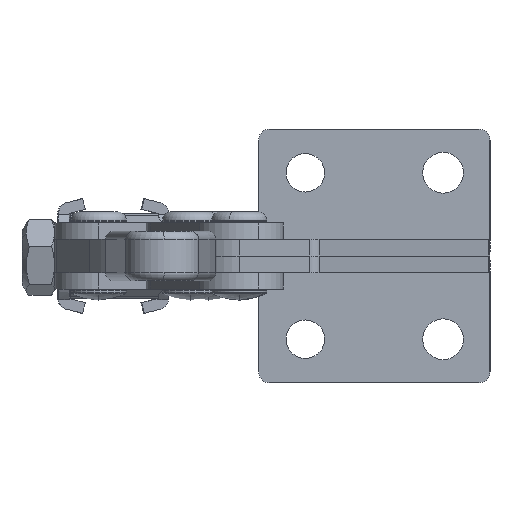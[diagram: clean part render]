
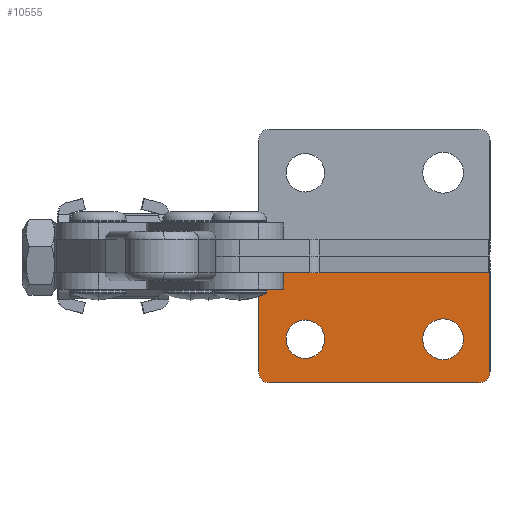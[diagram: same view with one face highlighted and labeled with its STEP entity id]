
A CAD part, left-side view. The second image highlights one B-rep face of the part: STEP entity #10555.
In plain terms, the highlighted planar face has unit normal (-1, 0, 0).
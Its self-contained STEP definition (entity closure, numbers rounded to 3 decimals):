
#991 = EDGE_CURVE ( 'NONE', #19358, #25705, #2377, .T. ) ;
#1059 = AXIS2_PLACEMENT_3D ( 'NONE', #1312, #18026, #3739 ) ;
#1312 = CARTESIAN_POINT ( 'NONE',  ( -3., 33.5, -12.1 ) ) ;
#1534 = CARTESIAN_POINT ( 'NONE',  ( -3., 0., -18. ) ) ;
#2265 = VERTEX_POINT ( 'NONE', #1534 ) ;
#2377 = CIRCLE ( 'NONE', #19558, 3.7 ) ;
#2960 = CARTESIAN_POINT ( 'NONE',  ( -3., 33.5, -8.6 ) ) ;
#3739 = DIRECTION ( 'NONE',  ( 0., 0., -1. ) ) ;
#4574 = CARTESIAN_POINT ( 'NONE',  ( -3., 40., -20. ) ) ;
#5358 = ORIENTED_EDGE ( 'NONE', *, *, #30244, .F. ) ;
#5434 = ORIENTED_EDGE ( 'NONE', *, *, #19499, .F. ) ;
#5591 = CARTESIAN_POINT ( 'NONE',  ( -3., 33.5, -12.1 ) ) ;
#5888 = CIRCLE ( 'NONE', #23252, 2. ) ;
#5917 = DIRECTION ( 'NONE',  ( 1., 0., 0. ) ) ;
#6224 = LINE ( 'NONE', #17542, #30747 ) ;
#6648 = VERTEX_POINT ( 'NONE', #2960 ) ;
#6847 = FACE_BOUND ( 'NONE', #26797, .T. ) ;
#7172 = CARTESIAN_POINT ( 'NONE',  ( -3., 8.5, -8.4 ) ) ;
#7650 = CIRCLE ( 'NONE', #10225, 2. ) ;
#7867 = EDGE_CURVE ( 'NONE', #2265, #22689, #5888, .T. ) ;
#7964 = DIRECTION ( 'NONE',  ( 1., 0., 0. ) ) ;
#7991 = DIRECTION ( 'NONE',  ( 0., 0., -1. ) ) ;
#8032 = VERTEX_POINT ( 'NONE', #25475 ) ;
#8042 = PLANE ( 'NONE',  #30809 ) ;
#8574 = CARTESIAN_POINT ( 'NONE',  ( -3., 2., 0. ) ) ;
#10225 = AXIS2_PLACEMENT_3D ( 'NONE', #22195, #7964, #24607 ) ;
#10404 = CARTESIAN_POINT ( 'NONE',  ( -3., 2., -18. ) ) ;
#10484 = CIRCLE ( 'NONE', #19761, 3.7 ) ;
#10555 = ADVANCED_FACE ( 'NONE', ( #6847, #25097, #12399 ), #8042, .F. ) ;
#11037 = VECTOR ( 'NONE', #23517, 1000. ) ;
#11701 = CARTESIAN_POINT ( 'NONE',  ( -3., 42., -18. ) ) ;
#12252 = VERTEX_POINT ( 'NONE', #17224 ) ;
#12399 = FACE_OUTER_BOUND ( 'NONE', #14778, .T. ) ;
#12434 = DIRECTION ( 'NONE',  ( 0., 0., -1. ) ) ;
#12768 = EDGE_LOOP ( 'NONE', ( #13458, #23447 ) ) ;
#13345 = CARTESIAN_POINT ( 'NONE',  ( -3., 42., 0. ) ) ;
#13458 = ORIENTED_EDGE ( 'NONE', *, *, #24126, .T. ) ;
#13841 = CARTESIAN_POINT ( 'NONE',  ( -3., 8.5, -12.1 ) ) ;
#14577 = EDGE_CURVE ( 'NONE', #22689, #16933, #16677, .T. ) ;
#14778 = EDGE_LOOP ( 'NONE', ( #5434, #28947, #5358, #16415, #23748, #30429 ) ) ;
#16276 = DIRECTION ( 'NONE',  ( 0., 0., -1. ) ) ;
#16415 = ORIENTED_EDGE ( 'NONE', *, *, #20165, .F. ) ;
#16588 = CARTESIAN_POINT ( 'NONE',  ( -3., 8.5, -15.8 ) ) ;
#16677 = LINE ( 'NONE', #23726, #11037 ) ;
#16933 = VERTEX_POINT ( 'NONE', #4574 ) ;
#17224 = CARTESIAN_POINT ( 'NONE',  ( -3., 33.5, -15.6 ) ) ;
#17542 = CARTESIAN_POINT ( 'NONE',  ( -3., 42., 3. ) ) ;
#17555 = CARTESIAN_POINT ( 'NONE',  ( -3., 2., -20. ) ) ;
#18026 = DIRECTION ( 'NONE',  ( 1., 0., 0. ) ) ;
#18439 = LINE ( 'NONE', #26717, #24736 ) ;
#19358 = VERTEX_POINT ( 'NONE', #7172 ) ;
#19499 = EDGE_CURVE ( 'NONE', #8032, #2265, #18439, .T. ) ;
#19558 = AXIS2_PLACEMENT_3D ( 'NONE', #30285, #30386, #30481 ) ;
#19761 = AXIS2_PLACEMENT_3D ( 'NONE', #13841, #30475, #16276 ) ;
#19912 = VECTOR ( 'NONE', #27601, 1000. ) ;
#19941 = DIRECTION ( 'NONE',  ( 0., 0., 1. ) ) ;
#20165 = EDGE_CURVE ( 'NONE', #16933, #22391, #7650, .T. ) ;
#20170 = AXIS2_PLACEMENT_3D ( 'NONE', #5591, #22223, #7991 ) ;
#20181 = CARTESIAN_POINT ( 'NONE',  ( -3., 2., -18. ) ) ;
#20888 = EDGE_CURVE ( 'NONE', #6648, #12252, #28102, .T. ) ;
#20903 = CIRCLE ( 'NONE', #20170, 3.5 ) ;
#21444 = EDGE_CURVE ( 'NONE', #8032, #27991, #25481, .T. ) ;
#22195 = CARTESIAN_POINT ( 'NONE',  ( -3., 40., -18. ) ) ;
#22223 = DIRECTION ( 'NONE',  ( 1., 0., 0. ) ) ;
#22274 = DIRECTION ( 'NONE',  ( 1., 0., 0. ) ) ;
#22391 = VERTEX_POINT ( 'NONE', #11701 ) ;
#22552 = DIRECTION ( 'NONE',  ( 0., 0., -1. ) ) ;
#22689 = VERTEX_POINT ( 'NONE', #17555 ) ;
#23180 = ORIENTED_EDGE ( 'NONE', *, *, #991, .T. ) ;
#23252 = AXIS2_PLACEMENT_3D ( 'NONE', #20181, #5917, #22552 ) ;
#23305 = EDGE_CURVE ( 'NONE', #25705, #19358, #10484, .T. ) ;
#23447 = ORIENTED_EDGE ( 'NONE', *, *, #20888, .T. ) ;
#23517 = DIRECTION ( 'NONE',  ( 0., 1., 0. ) ) ;
#23726 = CARTESIAN_POINT ( 'NONE',  ( -3., 40., -20. ) ) ;
#23748 = ORIENTED_EDGE ( 'NONE', *, *, #14577, .F. ) ;
#24126 = EDGE_CURVE ( 'NONE', #12252, #6648, #20903, .T. ) ;
#24607 = DIRECTION ( 'NONE',  ( 0., 0., 1. ) ) ;
#24736 = VECTOR ( 'NONE', #12434, 1000. ) ;
#25097 = FACE_BOUND ( 'NONE', #12768, .T. ) ;
#25475 = CARTESIAN_POINT ( 'NONE',  ( -3., 0., 0. ) ) ;
#25481 = LINE ( 'NONE', #8574, #19912 ) ;
#25705 = VERTEX_POINT ( 'NONE', #16588 ) ;
#26717 = CARTESIAN_POINT ( 'NONE',  ( -3., 0., 3. ) ) ;
#26797 = EDGE_LOOP ( 'NONE', ( #26923, #23180 ) ) ;
#26923 = ORIENTED_EDGE ( 'NONE', *, *, #23305, .T. ) ;
#27601 = DIRECTION ( 'NONE',  ( 0., 1., 0. ) ) ;
#27991 = VERTEX_POINT ( 'NONE', #13345 ) ;
#28102 = CIRCLE ( 'NONE', #1059, 3.5 ) ;
#28947 = ORIENTED_EDGE ( 'NONE', *, *, #21444, .T. ) ;
#29445 = DIRECTION ( 'NONE',  ( 0., 0., -1. ) ) ;
#30244 = EDGE_CURVE ( 'NONE', #22391, #27991, #6224, .T. ) ;
#30285 = CARTESIAN_POINT ( 'NONE',  ( -3., 8.5, -12.1 ) ) ;
#30386 = DIRECTION ( 'NONE',  ( 1., 0., 0. ) ) ;
#30429 = ORIENTED_EDGE ( 'NONE', *, *, #7867, .F. ) ;
#30475 = DIRECTION ( 'NONE',  ( 1., 0., 0. ) ) ;
#30481 = DIRECTION ( 'NONE',  ( 0., 0., -1. ) ) ;
#30747 = VECTOR ( 'NONE', #19941, 1000. ) ;
#30809 = AXIS2_PLACEMENT_3D ( 'NONE', #10404, #22274, #29445 ) ;
